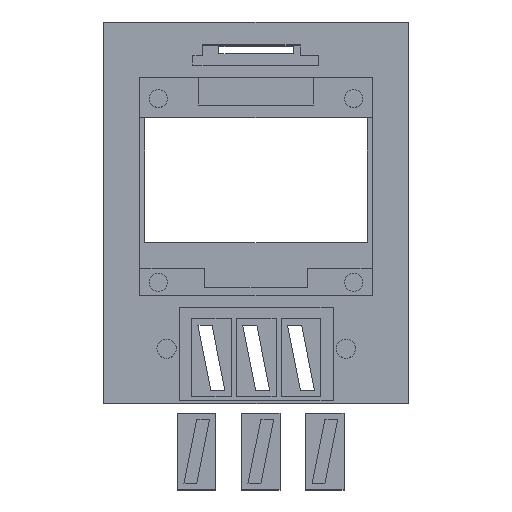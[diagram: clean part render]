
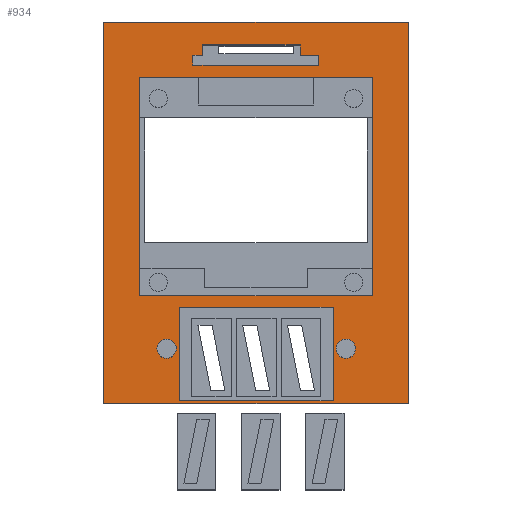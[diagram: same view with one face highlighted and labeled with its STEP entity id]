
A CAD part, top view. The second image highlights one B-rep face of the part: STEP entity #934.
In plain terms, the highlighted planar face has unit normal (0, 0, 1).
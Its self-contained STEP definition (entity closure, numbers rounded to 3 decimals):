
#721=CARTESIAN_POINT('',(0.,0.,8.4));
#722=DIRECTION('',(0.,0.,1.));
#723=DIRECTION('',(1.,0.,0.));
#724=AXIS2_PLACEMENT_3D('',#721,#722,#723);
#725=PLANE('',#724);
#726=CARTESIAN_POINT('',(39.287,8.562,8.4));
#727=VERTEX_POINT('',#726);
#728=CARTESIAN_POINT('',(36.287,8.562,8.4));
#729=VERTEX_POINT('',#728);
#730=CARTESIAN_POINT('',(37.787,8.562,8.4));
#731=DIRECTION('',(-0.,-0.,-1.));
#732=DIRECTION('',(1.,0.,-0.));
#733=AXIS2_PLACEMENT_3D('',#730,#731,#732);
#734=CIRCLE('',#733,1.5);
#735=EDGE_CURVE('',#727,#729,#734,.T.);
#736=ORIENTED_EDGE('',*,*,#735,.T.);
#737=CARTESIAN_POINT('',(37.787,8.562,8.4));
#738=DIRECTION('',(-0.,-0.,-1.));
#739=DIRECTION('',(1.,0.,-0.));
#740=AXIS2_PLACEMENT_3D('',#737,#738,#739);
#741=CIRCLE('',#740,1.5);
#742=EDGE_CURVE('',#729,#727,#741,.T.);
#743=ORIENTED_EDGE('',*,*,#742,.T.);
#744=EDGE_LOOP('',(#736,#743));
#745=FACE_BOUND('',#744,.T.);
#746=CARTESIAN_POINT('',(11.28,8.562,8.4));
#747=VERTEX_POINT('',#746);
#748=CARTESIAN_POINT('',(8.28,8.562,8.4));
#749=VERTEX_POINT('',#748);
#750=CARTESIAN_POINT('',(9.78,8.562,8.4));
#751=DIRECTION('',(-0.,-0.,-1.));
#752=DIRECTION('',(1.,0.,-0.));
#753=AXIS2_PLACEMENT_3D('',#750,#751,#752);
#754=CIRCLE('',#753,1.5);
#755=EDGE_CURVE('',#747,#749,#754,.T.);
#756=ORIENTED_EDGE('',*,*,#755,.T.);
#757=CARTESIAN_POINT('',(9.78,8.562,8.4));
#758=DIRECTION('',(-0.,-0.,-1.));
#759=DIRECTION('',(1.,0.,-0.));
#760=AXIS2_PLACEMENT_3D('',#757,#758,#759);
#761=CIRCLE('',#760,1.5);
#762=EDGE_CURVE('',#749,#747,#761,.T.);
#763=ORIENTED_EDGE('',*,*,#762,.T.);
#764=EDGE_LOOP('',(#756,#763));
#765=FACE_BOUND('',#764,.T.);
#766=CARTESIAN_POINT('',(11.787,15.026,8.4));
#767=VERTEX_POINT('',#766);
#768=CARTESIAN_POINT('',(11.787,0.462,8.4));
#769=VERTEX_POINT('',#768);
#770=CARTESIAN_POINT('',(11.787,15.026,8.4));
#771=DIRECTION('',(0.,-1.,0.));
#772=VECTOR('',#771,14.564);
#773=LINE('',#770,#772);
#774=EDGE_CURVE('',#767,#769,#773,.T.);
#775=ORIENTED_EDGE('',*,*,#774,.F.);
#776=CARTESIAN_POINT('',(35.787,15.026,8.4));
#777=VERTEX_POINT('',#776);
#778=CARTESIAN_POINT('',(35.787,15.026,8.4));
#779=DIRECTION('',(-1.,0.,0.));
#780=VECTOR('',#779,24.);
#781=LINE('',#778,#780);
#782=EDGE_CURVE('',#777,#767,#781,.T.);
#783=ORIENTED_EDGE('',*,*,#782,.F.);
#784=CARTESIAN_POINT('',(35.787,0.462,8.4));
#785=VERTEX_POINT('',#784);
#786=CARTESIAN_POINT('',(35.787,0.462,8.4));
#787=DIRECTION('',(0.,1.,0.));
#788=VECTOR('',#787,14.564);
#789=LINE('',#786,#788);
#790=EDGE_CURVE('',#785,#777,#789,.T.);
#791=ORIENTED_EDGE('',*,*,#790,.F.);
#792=CARTESIAN_POINT('',(11.787,0.462,8.4));
#793=DIRECTION('',(1.,0.,-0.));
#794=VECTOR('',#793,24.);
#795=LINE('',#792,#794);
#796=EDGE_CURVE('',#769,#785,#795,.T.);
#797=ORIENTED_EDGE('',*,*,#796,.F.);
#798=EDGE_LOOP('',(#775,#783,#791,#797));
#799=FACE_BOUND('',#798,.T.);
#800=CARTESIAN_POINT('',(0.,0.,8.4));
#801=VERTEX_POINT('',#800);
#802=CARTESIAN_POINT('',(47.5,0.,8.4));
#803=VERTEX_POINT('',#802);
#804=CARTESIAN_POINT('',(0.,0.,8.4));
#805=DIRECTION('',(1.,0.,-0.));
#806=VECTOR('',#805,47.5);
#807=LINE('',#804,#806);
#808=EDGE_CURVE('',#801,#803,#807,.T.);
#809=ORIENTED_EDGE('',*,*,#808,.T.);
#810=CARTESIAN_POINT('',(47.5,59.6,8.4));
#811=VERTEX_POINT('',#810);
#812=CARTESIAN_POINT('',(47.5,0.,8.4));
#813=DIRECTION('',(0.,1.,0.));
#814=VECTOR('',#813,59.6);
#815=LINE('',#812,#814);
#816=EDGE_CURVE('',#803,#811,#815,.T.);
#817=ORIENTED_EDGE('',*,*,#816,.T.);
#818=CARTESIAN_POINT('',(0.,59.6,8.4));
#819=VERTEX_POINT('',#818);
#820=CARTESIAN_POINT('',(47.5,59.6,8.4));
#821=DIRECTION('',(-1.,0.,0.));
#822=VECTOR('',#821,47.5);
#823=LINE('',#820,#822);
#824=EDGE_CURVE('',#811,#819,#823,.T.);
#825=ORIENTED_EDGE('',*,*,#824,.T.);
#826=CARTESIAN_POINT('',(0.,59.6,8.4));
#827=DIRECTION('',(0.,-1.,0.));
#828=VECTOR('',#827,59.6);
#829=LINE('',#826,#828);
#830=EDGE_CURVE('',#819,#801,#829,.T.);
#831=ORIENTED_EDGE('',*,*,#830,.T.);
#832=EDGE_LOOP('',(#809,#817,#825,#831));
#833=FACE_BOUND('',#832,.T.);
#834=CARTESIAN_POINT('',(15.346,56.013,8.4));
#835=VERTEX_POINT('',#834);
#836=CARTESIAN_POINT('',(30.646,56.013,8.4));
#837=VERTEX_POINT('',#836);
#838=CARTESIAN_POINT('',(15.346,56.013,8.4));
#839=DIRECTION('',(1.,0.,0.));
#840=VECTOR('',#839,15.3);
#841=LINE('',#838,#840);
#842=EDGE_CURVE('',#835,#837,#841,.T.);
#843=ORIENTED_EDGE('',*,*,#842,.T.);
#844=CARTESIAN_POINT('',(30.646,54.4,8.4));
#845=VERTEX_POINT('',#844);
#846=CARTESIAN_POINT('',(30.646,56.013,8.4));
#847=DIRECTION('',(0.,-1.,0.));
#848=VECTOR('',#847,1.613);
#849=LINE('',#846,#848);
#850=EDGE_CURVE('',#837,#845,#849,.T.);
#851=ORIENTED_EDGE('',*,*,#850,.T.);
#852=CARTESIAN_POINT('',(33.567,54.4,8.4));
#853=VERTEX_POINT('',#852);
#854=CARTESIAN_POINT('',(30.646,54.4,8.4));
#855=DIRECTION('',(1.,0.,-0.));
#856=VECTOR('',#855,2.92);
#857=LINE('',#854,#856);
#858=EDGE_CURVE('',#845,#853,#857,.T.);
#859=ORIENTED_EDGE('',*,*,#858,.T.);
#860=CARTESIAN_POINT('',(33.567,52.867,8.4));
#861=VERTEX_POINT('',#860);
#862=CARTESIAN_POINT('',(33.567,54.4,8.4));
#863=DIRECTION('',(0.,-1.,0.));
#864=VECTOR('',#863,1.533);
#865=LINE('',#862,#864);
#866=EDGE_CURVE('',#853,#861,#865,.T.);
#867=ORIENTED_EDGE('',*,*,#866,.T.);
#868=CARTESIAN_POINT('',(13.897,52.867,8.4));
#869=VERTEX_POINT('',#868);
#870=CARTESIAN_POINT('',(33.567,52.867,8.4));
#871=DIRECTION('',(-1.,0.,0.));
#872=VECTOR('',#871,19.67);
#873=LINE('',#870,#872);
#874=EDGE_CURVE('',#861,#869,#873,.T.);
#875=ORIENTED_EDGE('',*,*,#874,.T.);
#876=CARTESIAN_POINT('',(13.897,54.4,8.4));
#877=VERTEX_POINT('',#876);
#878=CARTESIAN_POINT('',(13.897,52.867,8.4));
#879=DIRECTION('',(0.,1.,0.));
#880=VECTOR('',#879,1.533);
#881=LINE('',#878,#880);
#882=EDGE_CURVE('',#869,#877,#881,.T.);
#883=ORIENTED_EDGE('',*,*,#882,.T.);
#884=CARTESIAN_POINT('',(15.346,54.4,8.4));
#885=VERTEX_POINT('',#884);
#886=CARTESIAN_POINT('',(13.897,54.4,8.4));
#887=DIRECTION('',(1.,0.,-0.));
#888=VECTOR('',#887,1.45);
#889=LINE('',#886,#888);
#890=EDGE_CURVE('',#877,#885,#889,.T.);
#891=ORIENTED_EDGE('',*,*,#890,.T.);
#892=CARTESIAN_POINT('',(15.346,54.4,8.4));
#893=DIRECTION('',(0.,1.,0.));
#894=VECTOR('',#893,1.613);
#895=LINE('',#892,#894);
#896=EDGE_CURVE('',#885,#835,#895,.T.);
#897=ORIENTED_EDGE('',*,*,#896,.T.);
#898=EDGE_LOOP('',(#843,#851,#859,#867,#875,#883,#891,#897));
#899=FACE_BOUND('',#898,.T.);
#900=CARTESIAN_POINT('',(5.6,51.,8.4));
#901=VERTEX_POINT('',#900);
#902=CARTESIAN_POINT('',(5.6,16.826,8.4));
#903=VERTEX_POINT('',#902);
#904=CARTESIAN_POINT('',(5.6,51.,8.4));
#905=DIRECTION('',(0.,-1.,0.));
#906=VECTOR('',#905,34.174);
#907=LINE('',#904,#906);
#908=EDGE_CURVE('',#901,#903,#907,.T.);
#909=ORIENTED_EDGE('',*,*,#908,.F.);
#910=CARTESIAN_POINT('',(41.9,51.,8.4));
#911=VERTEX_POINT('',#910);
#912=CARTESIAN_POINT('',(5.6,51.,8.4));
#913=DIRECTION('',(1.,0.,-0.));
#914=VECTOR('',#913,36.3);
#915=LINE('',#912,#914);
#916=EDGE_CURVE('',#901,#911,#915,.T.);
#917=ORIENTED_EDGE('',*,*,#916,.T.);
#918=CARTESIAN_POINT('',(41.9,16.826,8.4));
#919=VERTEX_POINT('',#918);
#920=CARTESIAN_POINT('',(41.9,16.826,8.4));
#921=DIRECTION('',(-0.,1.,0.));
#922=VECTOR('',#921,34.174);
#923=LINE('',#920,#922);
#924=EDGE_CURVE('',#919,#911,#923,.T.);
#925=ORIENTED_EDGE('',*,*,#924,.F.);
#926=CARTESIAN_POINT('',(41.9,16.826,8.4));
#927=DIRECTION('',(-1.,-0.,0.));
#928=VECTOR('',#927,36.3);
#929=LINE('',#926,#928);
#930=EDGE_CURVE('',#919,#903,#929,.T.);
#931=ORIENTED_EDGE('',*,*,#930,.T.);
#932=EDGE_LOOP('',(#909,#917,#925,#931));
#933=FACE_BOUND('',#932,.T.);
#934=ADVANCED_FACE('',(#745,#765,#799,#833,#899,#933),#725,.T.);
